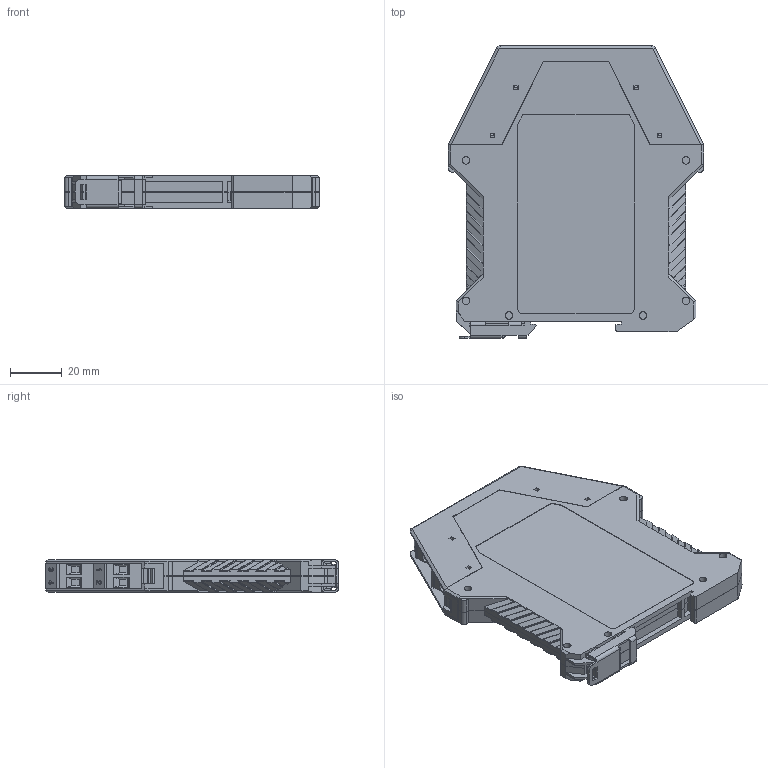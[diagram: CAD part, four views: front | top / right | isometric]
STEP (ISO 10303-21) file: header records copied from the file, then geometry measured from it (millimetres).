
FILE_DESCRIPTION((''),'2;1');
FILE_NAME('MU75000011 - MUP110 - MUP160 3D-Modell.stp','2011-08-09T10:46:26',(''),(''),'Autodesk Inventor 2012','Autodesk Inventor 2012','');
FILE_SCHEMA(('AUTOMOTIVE_DESIGN { 1 0 10303 214 1 1 1 1 }'));
Length unit declared in the file: millimetre
Products named in the file (1): MUP110 / MUP160 3D-Modell
Bounding box: 99 x 113.65 x 12.6 mm (x, y, z)
Volume: 108018.3 mm3; surface area: 32869.8 mm2
Topology: 1 solids, 1 shells, 1649 faces, 4394 edges, 2814 vertices
Faces by surface type: plane 1076, cylinder 341, bspline 175, sphere 45, cone 12
Full cylindrical faces by diameter (mm): 0.457 x4, 2.2 x2, 2.9 x12, 3 x1, 3.1 x3, 3.8 x8, 4 x8
Entity records: 52592 total; most frequent: CARTESIAN_POINT 11044, ORIENTED_EDGE 8680, DIRECTION 7652, EDGE_CURVE 4340, VECTOR 3262, LINE 3262, VERTEX_POINT 2799, AXIS2_PLACEMENT_3D 2195
